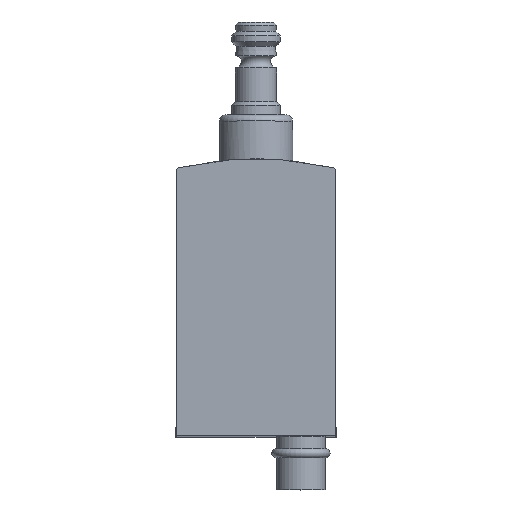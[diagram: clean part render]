
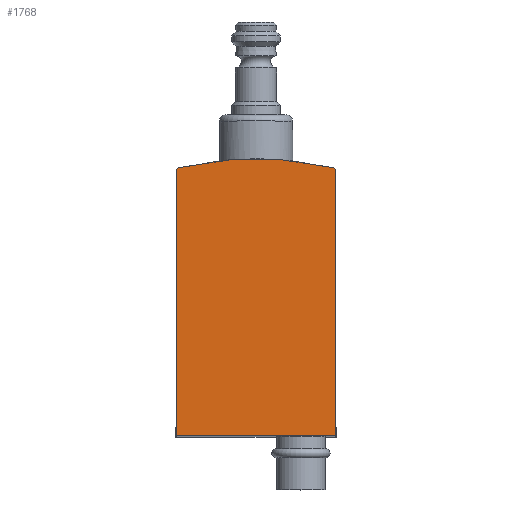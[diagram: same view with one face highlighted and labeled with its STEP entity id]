
A CAD part, top view. The second image highlights one B-rep face of the part: STEP entity #1768.
In plain terms, the highlighted planar face has unit normal (0, 0, 1).
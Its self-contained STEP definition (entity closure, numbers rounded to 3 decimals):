
#47=PLANE('',#1885);
#76=CIRCLE('',#1829,55.3);
#101=CIRCLE('',#1880,0.5);
#102=CIRCLE('',#1884,0.5);
#313=ORIENTED_EDGE('',*,*,#551,.T.);
#314=ORIENTED_EDGE('',*,*,#553,.T.);
#315=ORIENTED_EDGE('',*,*,#509,.T.);
#316=ORIENTED_EDGE('',*,*,#554,.T.);
#317=ORIENTED_EDGE('',*,*,#556,.T.);
#318=ORIENTED_EDGE('',*,*,#481,.T.);
#481=EDGE_CURVE('',#643,#644,#76,.T.);
#509=EDGE_CURVE('',#668,#667,#770,.T.);
#551=EDGE_CURVE('',#644,#689,#101,.T.);
#553=EDGE_CURVE('',#689,#668,#797,.T.);
#554=EDGE_CURVE('',#667,#690,#798,.T.);
#556=EDGE_CURVE('',#690,#643,#102,.T.);
#643=VERTEX_POINT('',#2426);
#644=VERTEX_POINT('',#2427);
#667=VERTEX_POINT('',#2493);
#668=VERTEX_POINT('',#2495);
#689=VERTEX_POINT('',#2580);
#690=VERTEX_POINT('',#2586);
#770=LINE('',#2494,#854);
#797=LINE('',#2583,#881);
#798=LINE('',#2585,#882);
#854=VECTOR('',#2040,1000.);
#881=VECTOR('',#2147,1000.);
#882=VECTOR('',#2150,1000.);
#956=EDGE_LOOP('',(#313,#314,#315,#316,#317,#318));
#1072=FACE_BOUND('',#956,.T.);
#1768=ADVANCED_FACE('',(#1072),#47,.T.);
#1829=AXIS2_PLACEMENT_3D('',#2425,#1996,#1997);
#1880=AXIS2_PLACEMENT_3D('',#2579,#2142,#2143);
#1884=AXIS2_PLACEMENT_3D('',#2589,#2154,#2155);
#1885=AXIS2_PLACEMENT_3D('',#2590,#2156,#2157);
#1996=DIRECTION('',(0.,0.,1.));
#1997=DIRECTION('',(1.,0.,0.));
#2040=DIRECTION('',(1.,0.,0.));
#2142=DIRECTION('',(0.,0.,1.));
#2143=DIRECTION('',(1.,0.,0.));
#2147=DIRECTION('',(0.,-1.,0.));
#2150=DIRECTION('',(0.,1.,0.));
#2154=DIRECTION('',(0.,0.,1.));
#2155=DIRECTION('',(1.,0.,0.));
#2156=DIRECTION('',(0.,0.,1.));
#2157=DIRECTION('',(1.,0.,0.));
#2425=CARTESIAN_POINT('',(0.,-10.,78.5));
#2426=CARTESIAN_POINT('',(12.614,43.842,78.5));
#2427=CARTESIAN_POINT('',(-12.614,43.842,78.5));
#2493=CARTESIAN_POINT('',(13.,0.,78.5));
#2494=CARTESIAN_POINT('',(-13.,0.,78.5));
#2495=CARTESIAN_POINT('',(-13.,0.,78.5));
#2579=CARTESIAN_POINT('',(-12.5,43.355,78.5));
#2580=CARTESIAN_POINT('',(-13.,43.355,78.5));
#2583=CARTESIAN_POINT('',(-13.,43.355,78.5));
#2585=CARTESIAN_POINT('',(13.,0.,78.5));
#2586=CARTESIAN_POINT('',(13.,43.355,78.5));
#2589=CARTESIAN_POINT('',(12.5,43.355,78.5));
#2590=CARTESIAN_POINT('',(-12.5,43.355,78.5));
